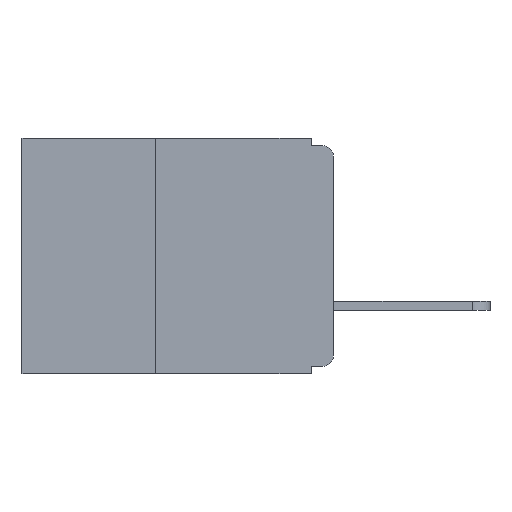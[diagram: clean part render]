
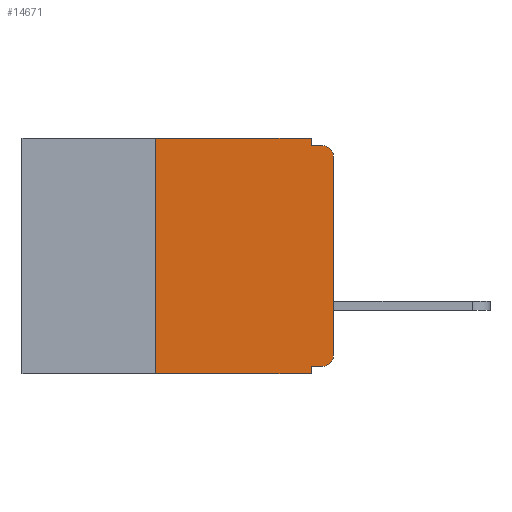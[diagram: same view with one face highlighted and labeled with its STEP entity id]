
A CAD part, left-side view. The second image highlights one B-rep face of the part: STEP entity #14671.
In plain terms, the highlighted planar face has unit normal (-1, 0, 0).
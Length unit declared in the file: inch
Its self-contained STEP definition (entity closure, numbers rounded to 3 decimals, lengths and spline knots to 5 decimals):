
#1136 = EDGE_CURVE ( 'NONE', #21633, #17734, #33571, .T. ) ;
#1347 = CARTESIAN_POINT ( 'NONE',  ( 0., 0.031, -0.01 ) ) ;
#1865 = LINE ( 'NONE', #9219, #22020 ) ;
#2171 = CIRCLE ( 'NONE', #28269, 0.015 ) ;
#2186 = VECTOR ( 'NONE', #26906, 39.37008 ) ;
#3347 = ORIENTED_EDGE ( 'NONE', *, *, #1136, .F. ) ;
#4271 = EDGE_CURVE ( 'NONE', #20076, #8630, #1865, .T. ) ;
#4714 = VECTOR ( 'NONE', #23915, 39.37008 ) ;
#5046 = LINE ( 'NONE', #31258, #18223 ) ;
#5426 = AXIS2_PLACEMENT_3D ( 'NONE', #27733, #12026, #30342 ) ;
#5728 = CARTESIAN_POINT ( 'NONE',  ( 0., 0.031, 0. ) ) ;
#5927 = DIRECTION ( 'NONE',  ( 0., 0., 1. ) ) ;
#5977 = CARTESIAN_POINT ( 'NONE',  ( 0., 0., -0.025 ) ) ;
#6504 = EDGE_CURVE ( 'NONE', #20934, #12938, #2171, .T. ) ;
#6596 = CARTESIAN_POINT ( 'NONE',  ( 0., 0.25, -0.33 ) ) ;
#6614 = EDGE_LOOP ( 'NONE', ( #20544, #10832, #16532, #8000, #15562, #22773, #10486, #3347, #31106, #25097 ) ) ;
#7467 = FACE_OUTER_BOUND ( 'NONE', #6614, .T. ) ;
#7756 = CARTESIAN_POINT ( 'NONE',  ( 0., 0.031, -0.33 ) ) ;
#8000 = ORIENTED_EDGE ( 'NONE', *, *, #32257, .F. ) ;
#8630 = VERTEX_POINT ( 'NONE', #5728 ) ;
#9219 = CARTESIAN_POINT ( 'NONE',  ( 0., 0.437, 0. ) ) ;
#9403 = DIRECTION ( 'NONE',  ( 0., -1., 0. ) ) ;
#9748 = DIRECTION ( 'NONE',  ( -1., 0., 0. ) ) ;
#10486 = ORIENTED_EDGE ( 'NONE', *, *, #33303, .T. ) ;
#10832 = ORIENTED_EDGE ( 'NONE', *, *, #6504, .T. ) ;
#11469 = CARTESIAN_POINT ( 'NONE',  ( 0., 0.031, -0.32 ) ) ;
#11727 = LINE ( 'NONE', #21293, #4714 ) ;
#12026 = DIRECTION ( 'NONE',  ( -1., 0., 0. ) ) ;
#12755 = VECTOR ( 'NONE', #28566, 39.37008 ) ;
#12938 = VERTEX_POINT ( 'NONE', #31359 ) ;
#14465 = LINE ( 'NONE', #22712, #27587 ) ;
#14474 = VERTEX_POINT ( 'NONE', #6596 ) ;
#14671 = ADVANCED_FACE ( 'NONE', ( #7467 ), #25778, .F. ) ;
#15371 = CARTESIAN_POINT ( 'NONE',  ( 0., 0.437, 0. ) ) ;
#15562 = ORIENTED_EDGE ( 'NONE', *, *, #4271, .F. ) ;
#15622 = DIRECTION ( 'NONE',  ( 0., 1., 0. ) ) ;
#16521 = CARTESIAN_POINT ( 'NONE',  ( 0., 0., -0.01 ) ) ;
#16532 = ORIENTED_EDGE ( 'NONE', *, *, #29777, .F. ) ;
#17715 = EDGE_CURVE ( 'NONE', #33786, #21633, #28211, .T. ) ;
#17734 = VERTEX_POINT ( 'NONE', #7756 ) ;
#17986 = DIRECTION ( 'NONE',  ( 0., 0., -1. ) ) ;
#18223 = VECTOR ( 'NONE', #33818, 39.37008 ) ;
#19526 = AXIS2_PLACEMENT_3D ( 'NONE', #15371, #33594, #17986 ) ;
#20076 = VERTEX_POINT ( 'NONE', #30547 ) ;
#20093 = EDGE_CURVE ( 'NONE', #28456, #20934, #14465, .T. ) ;
#20544 = ORIENTED_EDGE ( 'NONE', *, *, #20093, .T. ) ;
#20934 = VERTEX_POINT ( 'NONE', #5977 ) ;
#21293 = CARTESIAN_POINT ( 'NONE',  ( 0., 0.031, 0. ) ) ;
#21586 = CARTESIAN_POINT ( 'NONE',  ( 0., 0.25, -0.33 ) ) ;
#21633 = VERTEX_POINT ( 'NONE', #11469 ) ;
#22020 = VECTOR ( 'NONE', #9403, 39.37008 ) ;
#22084 = VECTOR ( 'NONE', #15622, 39.37008 ) ;
#22712 = CARTESIAN_POINT ( 'NONE',  ( 0., 0., 0. ) ) ;
#22773 = ORIENTED_EDGE ( 'NONE', *, *, #23580, .F. ) ;
#22815 = DIRECTION ( 'NONE',  ( 0., 0., 1. ) ) ;
#23580 = EDGE_CURVE ( 'NONE', #14474, #20076, #33382, .T. ) ;
#23915 = DIRECTION ( 'NONE',  ( 0., 0., -1. ) ) ;
#25097 = ORIENTED_EDGE ( 'NONE', *, *, #26630, .T. ) ;
#25481 = CARTESIAN_POINT ( 'NONE',  ( 0., 0.015, -0.025 ) ) ;
#25513 = VERTEX_POINT ( 'NONE', #1347 ) ;
#25778 = PLANE ( 'NONE',  #19526 ) ;
#26488 = VECTOR ( 'NONE', #5927, 39.37008 ) ;
#26630 = EDGE_CURVE ( 'NONE', #33786, #28456, #33079, .T. ) ;
#26906 = DIRECTION ( 'NONE',  ( 0., -1., 0. ) ) ;
#27587 = VECTOR ( 'NONE', #22815, 39.37008 ) ;
#27733 = CARTESIAN_POINT ( 'NONE',  ( 0., 0.015, -0.305 ) ) ;
#28127 = DIRECTION ( 'NONE',  ( 0., 0., -1. ) ) ;
#28211 = LINE ( 'NONE', #31265, #22084 ) ;
#28269 = AXIS2_PLACEMENT_3D ( 'NONE', #25481, #9748, #28127 ) ;
#28456 = VERTEX_POINT ( 'NONE', #30102 ) ;
#28566 = DIRECTION ( 'NONE',  ( 0., 0., -1. ) ) ;
#29031 = CARTESIAN_POINT ( 'NONE',  ( 0., 0.031, -0.33 ) ) ;
#29777 = EDGE_CURVE ( 'NONE', #25513, #12938, #30906, .T. ) ;
#30102 = CARTESIAN_POINT ( 'NONE',  ( 0., 0., -0.305 ) ) ;
#30342 = DIRECTION ( 'NONE',  ( 0., 0., -1. ) ) ;
#30547 = CARTESIAN_POINT ( 'NONE',  ( 0., 0.25, 0. ) ) ;
#30906 = LINE ( 'NONE', #16521, #2186 ) ;
#31106 = ORIENTED_EDGE ( 'NONE', *, *, #17715, .F. ) ;
#31258 = CARTESIAN_POINT ( 'NONE',  ( 0., 0.437, -0.33 ) ) ;
#31265 = CARTESIAN_POINT ( 'NONE',  ( 0., 0., -0.32 ) ) ;
#31359 = CARTESIAN_POINT ( 'NONE',  ( 0., 0.015, -0.01 ) ) ;
#32257 = EDGE_CURVE ( 'NONE', #8630, #25513, #11727, .T. ) ;
#33079 = CIRCLE ( 'NONE', #5426, 0.015 ) ;
#33303 = EDGE_CURVE ( 'NONE', #14474, #17734, #5046, .T. ) ;
#33341 = CARTESIAN_POINT ( 'NONE',  ( 0., 0.015, -0.32 ) ) ;
#33382 = LINE ( 'NONE', #21586, #26488 ) ;
#33571 = LINE ( 'NONE', #29031, #12755 ) ;
#33594 = DIRECTION ( 'NONE',  ( 1., 0., 0. ) ) ;
#33786 = VERTEX_POINT ( 'NONE', #33341 ) ;
#33818 = DIRECTION ( 'NONE',  ( 0., -1., 0. ) ) ;
